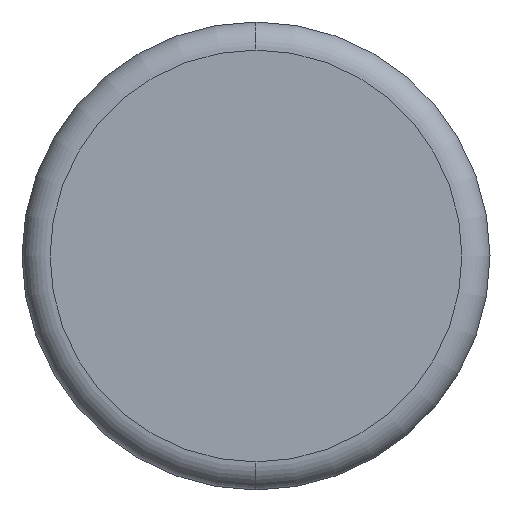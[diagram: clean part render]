
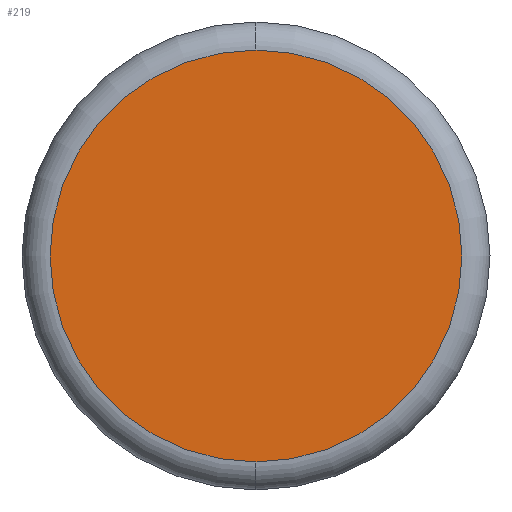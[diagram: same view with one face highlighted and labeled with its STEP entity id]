
A CAD part, front view. The second image highlights one B-rep face of the part: STEP entity #219.
In plain terms, the highlighted planar face has unit normal (0, -1, 0).
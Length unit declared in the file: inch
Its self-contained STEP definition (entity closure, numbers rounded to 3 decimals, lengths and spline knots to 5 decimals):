
#79 = PLANE ( 'NONE',  #294 ) ;
#80 = EDGE_CURVE ( 'NONE', #155, #405, #136, .T. ) ;
#112 = FACE_OUTER_BOUND ( 'NONE', #143, .T. ) ;
#120 = CARTESIAN_POINT ( 'NONE',  ( 0., 0., 0. ) ) ;
#123 = CARTESIAN_POINT ( 'NONE',  ( 0., 0., 0. ) ) ;
#136 = CIRCLE ( 'NONE', #156, 0.22 ) ;
#138 = DIRECTION ( 'NONE',  ( 0., -1., 0. ) ) ;
#143 = EDGE_LOOP ( 'NONE', ( #362, #482 ) ) ;
#155 = VERTEX_POINT ( 'NONE', #201 ) ;
#156 = AXIS2_PLACEMENT_3D ( 'NONE', #506, #138, #354 ) ;
#201 = CARTESIAN_POINT ( 'NONE',  ( 0., 0., -0.22 ) ) ;
#205 = DIRECTION ( 'NONE',  ( 0., 0., -1. ) ) ;
#219 = ADVANCED_FACE ( 'NONE', ( #112 ), #79, .T. ) ;
#243 = DIRECTION ( 'NONE',  ( 0., -1., 0. ) ) ;
#287 = DIRECTION ( 'NONE',  ( 0., 0., -1. ) ) ;
#294 = AXIS2_PLACEMENT_3D ( 'NONE', #120, #456, #287 ) ;
#354 = DIRECTION ( 'NONE',  ( 0., 0., -1. ) ) ;
#362 = ORIENTED_EDGE ( 'NONE', *, *, #80, .T. ) ;
#382 = CIRCLE ( 'NONE', #510, 0.22 ) ;
#405 = VERTEX_POINT ( 'NONE', #518 ) ;
#456 = DIRECTION ( 'NONE',  ( 0., -1., 0. ) ) ;
#482 = ORIENTED_EDGE ( 'NONE', *, *, #534, .T. ) ;
#506 = CARTESIAN_POINT ( 'NONE',  ( 0., 0., 0. ) ) ;
#510 = AXIS2_PLACEMENT_3D ( 'NONE', #123, #243, #205 ) ;
#518 = CARTESIAN_POINT ( 'NONE',  ( 0., 0., 0.22 ) ) ;
#534 = EDGE_CURVE ( 'NONE', #405, #155, #382, .T. ) ;
